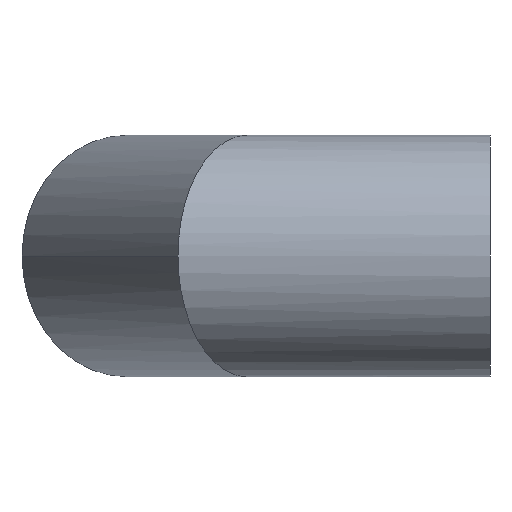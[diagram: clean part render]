
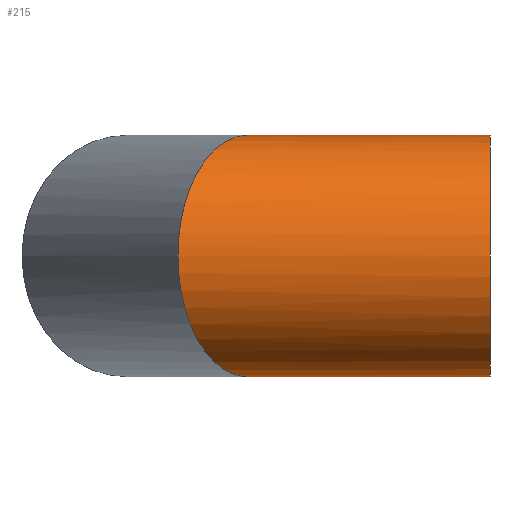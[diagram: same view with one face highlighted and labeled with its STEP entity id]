
A CAD part, left-side view. The second image highlights one B-rep face of the part: STEP entity #215.
In plain terms, the highlighted cylindrical face has radius 90 mm (diameter 180 mm), a partial arc.
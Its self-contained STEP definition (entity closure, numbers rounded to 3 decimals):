
#17 = EDGE_CURVE ( 'NONE', #314, #325, #108, .T. ) ;
#31 = CARTESIAN_POINT ( 'NONE',  ( -90., 232.628, 0. ) ) ;
#34 = CARTESIAN_POINT ( 'NONE',  ( -90., 232.628, -52.721 ) ) ;
#42 =( BOUNDED_CURVE ( )  B_SPLINE_CURVE ( 3, ( #366, #34, #205, #388 ),
 .UNSPECIFIED., .F., .T. ) 
 B_SPLINE_CURVE_WITH_KNOTS ( ( 4, 4 ),
 ( 0., 1.571 ),
 .UNSPECIFIED. ) 
 CURVE ( )  GEOMETRIC_REPRESENTATION_ITEM ( )  RATIONAL_B_SPLINE_CURVE ( ( 1., 0.805, 0.805, 1. ) ) 
 REPRESENTATION_ITEM ( '' )  );
#61 = CARTESIAN_POINT ( 'NONE',  ( 0., 180.667, 90. ) ) ;
#66 = VERTEX_POINT ( 'NONE', #180 ) ;
#67 = CARTESIAN_POINT ( 'NONE',  ( -90., 232.628, 0. ) ) ;
#74 = EDGE_LOOP ( 'NONE', ( #359, #227, #185, #188, #316 ) ) ;
#101 = EDGE_CURVE ( 'NONE', #314, #261, #176, .T. ) ;
#108 = CIRCLE ( 'NONE', #148, 90. ) ;
#110 = CARTESIAN_POINT ( 'NONE',  ( 0., 0., 90. ) ) ;
#113 = EDGE_CURVE ( 'NONE', #66, #355, #220, .T. ) ;
#134 = CARTESIAN_POINT ( 'NONE',  ( 0., 0., -90. ) ) ;
#140 = AXIS2_PLACEMENT_3D ( 'NONE', #272, #242, #177 ) ;
#144 = CARTESIAN_POINT ( 'NONE',  ( -52.721, 211.105, 90. ) ) ;
#148 = AXIS2_PLACEMENT_3D ( 'NONE', #244, #367, #201 ) ;
#150 = CARTESIAN_POINT ( 'NONE',  ( 0., 0., 90. ) ) ;
#176 = LINE ( 'NONE', #134, #333 ) ;
#177 = DIRECTION ( 'NONE',  ( 0., 0., 1. ) ) ;
#180 = CARTESIAN_POINT ( 'NONE',  ( 0., 180.667, 90. ) ) ;
#185 = ORIENTED_EDGE ( 'NONE', *, *, #231, .T. ) ;
#188 = ORIENTED_EDGE ( 'NONE', *, *, #113, .T. ) ;
#201 = DIRECTION ( 'NONE',  ( 0., 0., 1. ) ) ;
#205 = CARTESIAN_POINT ( 'NONE',  ( -52.721, 211.105, -90. ) ) ;
#215 = ADVANCED_FACE ( 'NONE', ( #360 ), #361, .T. ) ;
#220 =( BOUNDED_CURVE ( )  B_SPLINE_CURVE ( 3, ( #61, #144, #239, #31 ),
 .UNSPECIFIED., .F., .T. ) 
 B_SPLINE_CURVE_WITH_KNOTS ( ( 4, 4 ),
 ( 4.712, 6.283 ),
 .UNSPECIFIED. ) 
 CURVE ( )  GEOMETRIC_REPRESENTATION_ITEM ( )  RATIONAL_B_SPLINE_CURVE ( ( 1., 0.805, 0.805, 1. ) ) 
 REPRESENTATION_ITEM ( '' )  );
#221 = CARTESIAN_POINT ( 'NONE',  ( 0., 0., -90. ) ) ;
#227 = ORIENTED_EDGE ( 'NONE', *, *, #17, .T. ) ;
#229 = EDGE_CURVE ( 'NONE', #355, #261, #42, .T. ) ;
#231 = EDGE_CURVE ( 'NONE', #325, #66, #266, .T. ) ;
#236 = DIRECTION ( 'NONE',  ( 0., 1., 0. ) ) ;
#239 = CARTESIAN_POINT ( 'NONE',  ( -90., 232.628, 52.721 ) ) ;
#242 = DIRECTION ( 'NONE',  ( 0., 1., 0. ) ) ;
#244 = CARTESIAN_POINT ( 'NONE',  ( 0., 0., 0. ) ) ;
#261 = VERTEX_POINT ( 'NONE', #343 ) ;
#266 = LINE ( 'NONE', #110, #268 ) ;
#268 = VECTOR ( 'NONE', #328, 1000. ) ;
#272 = CARTESIAN_POINT ( 'NONE',  ( 0., 0., 0. ) ) ;
#314 = VERTEX_POINT ( 'NONE', #221 ) ;
#316 = ORIENTED_EDGE ( 'NONE', *, *, #229, .T. ) ;
#325 = VERTEX_POINT ( 'NONE', #150 ) ;
#328 = DIRECTION ( 'NONE',  ( 0., 1., 0. ) ) ;
#333 = VECTOR ( 'NONE', #236, 1000. ) ;
#343 = CARTESIAN_POINT ( 'NONE',  ( 0., 180.667, -90. ) ) ;
#355 = VERTEX_POINT ( 'NONE', #67 ) ;
#359 = ORIENTED_EDGE ( 'NONE', *, *, #101, .F. ) ;
#360 = FACE_OUTER_BOUND ( 'NONE', #74, .T. ) ;
#361 = CYLINDRICAL_SURFACE ( 'NONE', #140, 90. ) ;
#366 = CARTESIAN_POINT ( 'NONE',  ( -90., 232.628, 0. ) ) ;
#367 = DIRECTION ( 'NONE',  ( 0., 1., 0. ) ) ;
#388 = CARTESIAN_POINT ( 'NONE',  ( 0., 180.667, -90. ) ) ;
